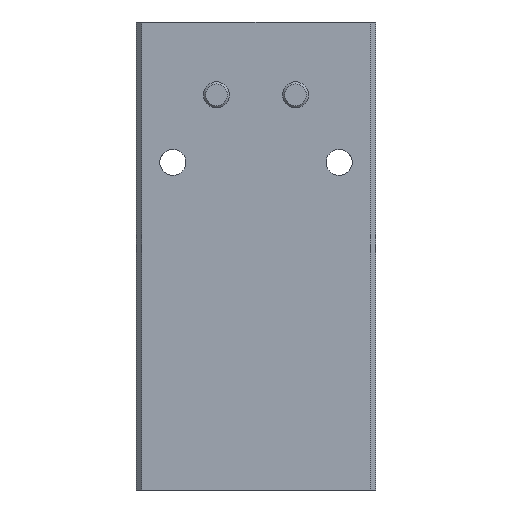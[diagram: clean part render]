
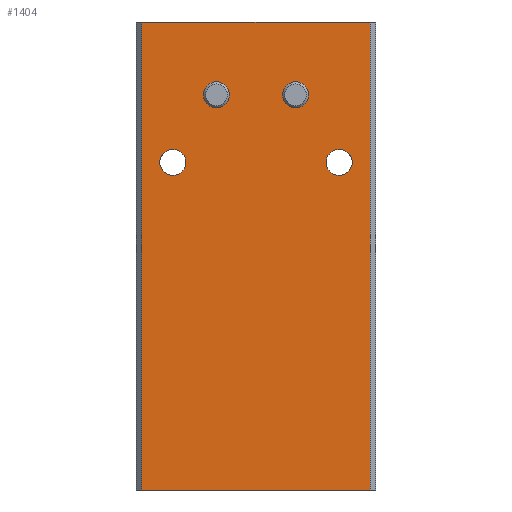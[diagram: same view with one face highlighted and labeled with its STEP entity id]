
A CAD part, front view. The second image highlights one B-rep face of the part: STEP entity #1404.
In plain terms, the highlighted planar face has unit normal (0, -1, 0).
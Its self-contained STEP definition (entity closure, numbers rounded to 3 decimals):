
#43=PLANE('',#1525);
#80=FACE_BOUND('',#244,.T.);
#81=FACE_BOUND('',#245,.T.);
#82=FACE_BOUND('',#246,.T.);
#83=FACE_BOUND('',#247,.T.);
#151=FACE_OUTER_BOUND('',#243,.T.);
#243=EDGE_LOOP('',(#1095,#1096,#1097,#1098));
#244=EDGE_LOOP('',(#1099));
#245=EDGE_LOOP('',(#1100));
#246=EDGE_LOOP('',(#1101));
#247=EDGE_LOOP('',(#1102));
#381=LINE('',#2415,#508);
#400=LINE('',#2462,#527);
#401=LINE('',#2465,#528);
#402=LINE('',#2466,#529);
#508=VECTOR('',#1755,1000.);
#527=VECTOR('',#1794,1000.);
#528=VECTOR('',#1797,1000.);
#529=VECTOR('',#1798,1000.);
#578=CIRCLE('',#1474,1.25);
#585=CIRCLE('',#1484,1.25);
#587=CIRCLE('',#1487,1.25);
#591=CIRCLE('',#1493,1.25);
#630=VERTEX_POINT('',#2008);
#637=VERTEX_POINT('',#2028);
#639=VERTEX_POINT('',#2034);
#647=VERTEX_POINT('',#2170);
#695=VERTEX_POINT('',#2412);
#696=VERTEX_POINT('',#2414);
#714=VERTEX_POINT('',#2460);
#715=VERTEX_POINT('',#2464);
#763=EDGE_CURVE('',#630,#630,#578,.T.);
#773=EDGE_CURVE('',#637,#637,#585,.T.);
#776=EDGE_CURVE('',#639,#639,#587,.T.);
#786=EDGE_CURVE('',#647,#647,#591,.T.);
#847=EDGE_CURVE('',#695,#696,#381,.T.);
#872=EDGE_CURVE('',#695,#714,#400,.T.);
#873=EDGE_CURVE('',#714,#715,#401,.T.);
#874=EDGE_CURVE('',#696,#715,#402,.T.);
#1095=ORIENTED_EDGE('',*,*,#873,.T.);
#1096=ORIENTED_EDGE('',*,*,#874,.F.);
#1097=ORIENTED_EDGE('',*,*,#847,.F.);
#1098=ORIENTED_EDGE('',*,*,#872,.T.);
#1099=ORIENTED_EDGE('',*,*,#763,.F.);
#1100=ORIENTED_EDGE('',*,*,#773,.F.);
#1101=ORIENTED_EDGE('',*,*,#786,.F.);
#1102=ORIENTED_EDGE('',*,*,#776,.F.);
#1404=ADVANCED_FACE('',(#151,#80,#81,#82,#83),#43,.F.);
#1474=AXIS2_PLACEMENT_3D('',#2010,#1615,#1616);
#1484=AXIS2_PLACEMENT_3D('',#2030,#1638,#1639);
#1487=AXIS2_PLACEMENT_3D('',#2036,#1645,#1646);
#1493=AXIS2_PLACEMENT_3D('',#2172,#1659,#1660);
#1525=AXIS2_PLACEMENT_3D('',#2463,#1795,#1796);
#1615=DIRECTION('center_axis',(0.,-1.,0.));
#1616=DIRECTION('ref_axis',(0.,0.,-1.));
#1638=DIRECTION('center_axis',(0.,-1.,0.));
#1639=DIRECTION('ref_axis',(0.,0.,-1.));
#1645=DIRECTION('center_axis',(0.,-1.,0.));
#1646=DIRECTION('ref_axis',(0.,0.,-1.));
#1659=DIRECTION('center_axis',(0.,-1.,0.));
#1660=DIRECTION('ref_axis',(0.,0.,-1.));
#1755=DIRECTION('',(1.,0.,0.));
#1794=DIRECTION('',(0.,0.,-1.));
#1795=DIRECTION('center_axis',(0.,1.,0.));
#1796=DIRECTION('ref_axis',(0.,0.,1.));
#1797=DIRECTION('',(1.,0.,0.));
#1798=DIRECTION('',(0.,0.,-1.));
#2008=CARTESIAN_POINT('',(3.8,-8.,39.25));
#2010=CARTESIAN_POINT('Origin',(3.8,-8.,38.));
#2028=CARTESIAN_POINT('',(-3.8,-8.,39.25));
#2030=CARTESIAN_POINT('Origin',(-3.8,-8.,38.));
#2034=CARTESIAN_POINT('',(8.,-8.,32.75));
#2036=CARTESIAN_POINT('Origin',(8.,-8.,31.5));
#2170=CARTESIAN_POINT('',(-8.,-8.,32.75));
#2172=CARTESIAN_POINT('Origin',(-8.,-8.,31.5));
#2412=CARTESIAN_POINT('',(-11.,-8.,45.));
#2414=CARTESIAN_POINT('',(11.,-8.,45.));
#2415=CARTESIAN_POINT('',(-11.,-8.,45.));
#2460=CARTESIAN_POINT('',(-11.,-8.,0.));
#2462=CARTESIAN_POINT('',(-11.,-8.,45.));
#2463=CARTESIAN_POINT('Origin',(-11.,-8.,45.));
#2464=CARTESIAN_POINT('',(11.,-8.,0.));
#2465=CARTESIAN_POINT('',(-11.,-8.,0.));
#2466=CARTESIAN_POINT('',(11.,-8.,45.));
